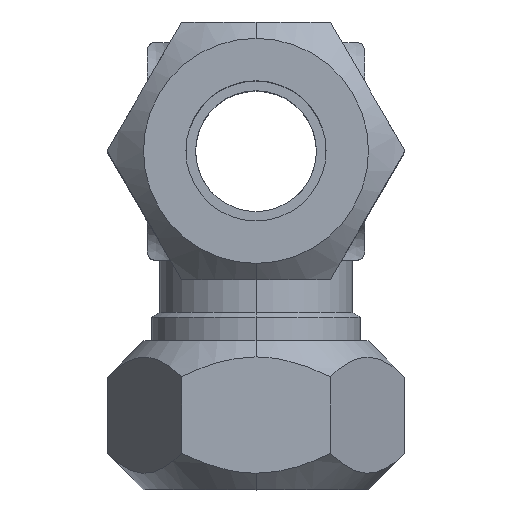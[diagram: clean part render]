
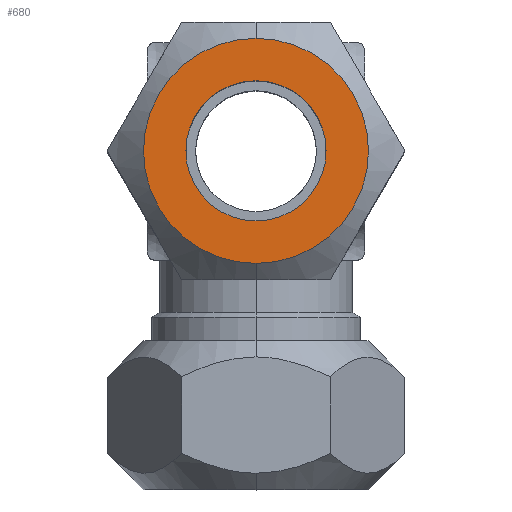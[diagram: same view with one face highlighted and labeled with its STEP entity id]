
A CAD part, top view. The second image highlights one B-rep face of the part: STEP entity #680.
In plain terms, the highlighted face is planar.
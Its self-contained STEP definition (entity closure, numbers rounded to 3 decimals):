
#241 = VERTEX_POINT ( 'NONE', #1677 ) ;
#276 = EDGE_CURVE ( 'NONE', #241, #277, #1675, .T. ) ;
#277 = VERTEX_POINT ( 'NONE', #1660 ) ;
#515 = EDGE_CURVE ( 'NONE', #516, #517, #1834, .T. ) ;
#516 = VERTEX_POINT ( 'NONE', #1829 ) ;
#517 = VERTEX_POINT ( 'NONE', #1828 ) ;
#593 = EDGE_LOOP ( 'NONE', ( #618, #594 ) ) ;
#594 = ORIENTED_EDGE ( 'NONE', *, *, #276, .T. ) ;
#595 = EDGE_LOOP ( 'NONE', ( #603, #668 ) ) ;
#603 = ORIENTED_EDGE ( 'NONE', *, *, #515, .F. ) ;
#618 = ORIENTED_EDGE ( 'NONE', *, *, #619, .T. ) ;
#619 = EDGE_CURVE ( 'NONE', #277, #241, #2430, .T. ) ;
#668 = ORIENTED_EDGE ( 'NONE', *, *, #669, .F. ) ;
#669 = EDGE_CURVE ( 'NONE', #517, #516, #2557, .T. ) ;
#680 = ADVANCED_FACE ( 'NONE', ( #2550, #2545 ), #2544, .F. ) ;
#1660 = CARTESIAN_POINT ( 'NONE',  ( 0., -8.7, -25.5 ) ) ;
#1661 = DIRECTION ( 'NONE',  ( 0., -1., 0. ) ) ;
#1662 = DIRECTION ( 'NONE',  ( 0., 0., 1. ) ) ;
#1663 = CARTESIAN_POINT ( 'NONE',  ( 0., 0., -25.5 ) ) ;
#1674 = AXIS2_PLACEMENT_3D ( 'NONE', #1663, #1662, #1661 ) ;
#1675 = CIRCLE ( 'NONE', #1674, 8.7 ) ;
#1677 = CARTESIAN_POINT ( 'NONE',  ( 0., 8.7, -25.5 ) ) ;
#1828 = CARTESIAN_POINT ( 'NONE',  ( 0., 13.97, -25.5 ) ) ;
#1829 = CARTESIAN_POINT ( 'NONE',  ( 0., -13.97, -25.5 ) ) ;
#1830 = DIRECTION ( 'NONE',  ( 0., -1., 0. ) ) ;
#1831 = DIRECTION ( 'NONE',  ( 0., 0., 1. ) ) ;
#1832 = CARTESIAN_POINT ( 'NONE',  ( 0., 0., -25.5 ) ) ;
#1833 = AXIS2_PLACEMENT_3D ( 'NONE', #1832, #1831, #1830 ) ;
#1834 = CIRCLE ( 'NONE', #1833, 13.97 ) ;
#2426 = DIRECTION ( 'NONE',  ( 0., -1., 0. ) ) ;
#2427 = DIRECTION ( 'NONE',  ( 0., 0., 1. ) ) ;
#2428 = CARTESIAN_POINT ( 'NONE',  ( 0., 0., -25.5 ) ) ;
#2429 = AXIS2_PLACEMENT_3D ( 'NONE', #2428, #2427, #2426 ) ;
#2430 = CIRCLE ( 'NONE', #2429, 8.7 ) ;
#2539 = DIRECTION ( 'NONE',  ( 0., -1., 0. ) ) ;
#2540 = DIRECTION ( 'NONE',  ( 0., 0., 1. ) ) ;
#2541 = AXIS2_PLACEMENT_3D ( 'NONE', #2543, #2540, #2539 ) ;
#2543 = CARTESIAN_POINT ( 'NONE',  ( 0., 18.475, -25.5 ) ) ;
#2544 = PLANE ( 'NONE',  #2541 ) ;
#2545 = FACE_OUTER_BOUND ( 'NONE', #595, .T. ) ;
#2550 = FACE_BOUND ( 'NONE', #593, .T. ) ;
#2553 = DIRECTION ( 'NONE',  ( 0., -1., 0. ) ) ;
#2554 = DIRECTION ( 'NONE',  ( 0., 0., 1. ) ) ;
#2555 = CARTESIAN_POINT ( 'NONE',  ( 0., 0., -25.5 ) ) ;
#2556 = AXIS2_PLACEMENT_3D ( 'NONE', #2555, #2554, #2553 ) ;
#2557 = CIRCLE ( 'NONE', #2556, 13.97 ) ;
